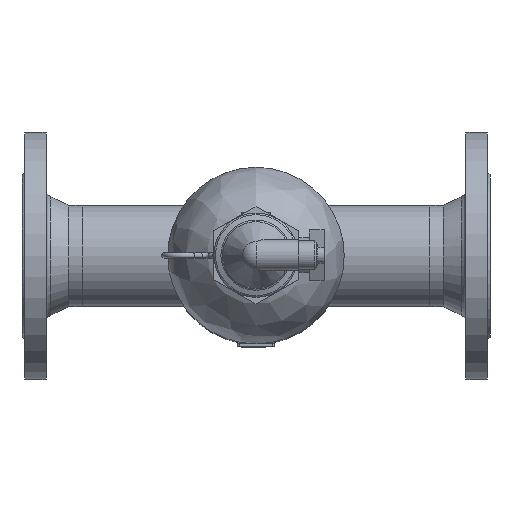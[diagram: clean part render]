
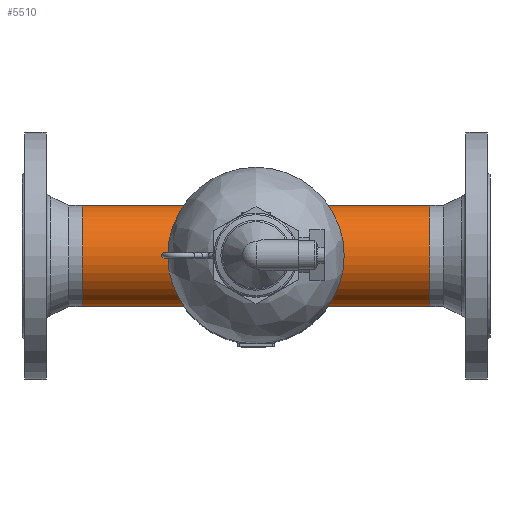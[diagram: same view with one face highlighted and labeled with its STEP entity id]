
A CAD part, top view. The second image highlights one B-rep face of the part: STEP entity #5510.
In plain terms, the highlighted cylindrical face has radius 38.05 mm (diameter 76.1 mm), a full revolution.
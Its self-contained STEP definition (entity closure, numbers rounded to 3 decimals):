
#1049=CYLINDRICAL_SURFACE('',#5961,38.05);
#1197=FACE_BOUND('',#1781,.T.);
#1387=FACE_OUTER_BOUND('',#1780,.T.);
#1780=EDGE_LOOP('',(#4139));
#1781=EDGE_LOOP('',(#4140));
#2134=CIRCLE('',#5958,38.05);
#2135=CIRCLE('',#5960,38.05);
#2515=VERTEX_POINT('',#9136);
#2516=VERTEX_POINT('',#9139);
#3119=EDGE_CURVE('',#2515,#2515,#2134,.T.);
#3120=EDGE_CURVE('',#2516,#2516,#2135,.T.);
#4139=ORIENTED_EDGE('',*,*,#3119,.F.);
#4140=ORIENTED_EDGE('',*,*,#3120,.T.);
#5510=ADVANCED_FACE('',(#1387,#1197),#1049,.T.);
#5958=AXIS2_PLACEMENT_3D('',#9137,#6949,#6950);
#5960=AXIS2_PLACEMENT_3D('',#9140,#6953,#6954);
#5961=AXIS2_PLACEMENT_3D('',#9141,#6955,#6956);
#6949=DIRECTION('center_axis',(1.,0.,0.));
#6950=DIRECTION('ref_axis',(0.,1.,0.));
#6953=DIRECTION('center_axis',(1.,0.,0.));
#6954=DIRECTION('ref_axis',(0.,1.,0.));
#6955=DIRECTION('center_axis',(1.,0.,0.));
#6956=DIRECTION('ref_axis',(0.,1.,0.));
#9136=CARTESIAN_POINT('',(130.,38.05,275.));
#9137=CARTESIAN_POINT('Origin',(130.,0.,275.));
#9139=CARTESIAN_POINT('',(-130.,38.05,275.));
#9140=CARTESIAN_POINT('Origin',(-130.,0.,275.));
#9141=CARTESIAN_POINT('Origin',(0.,0.,275.));
